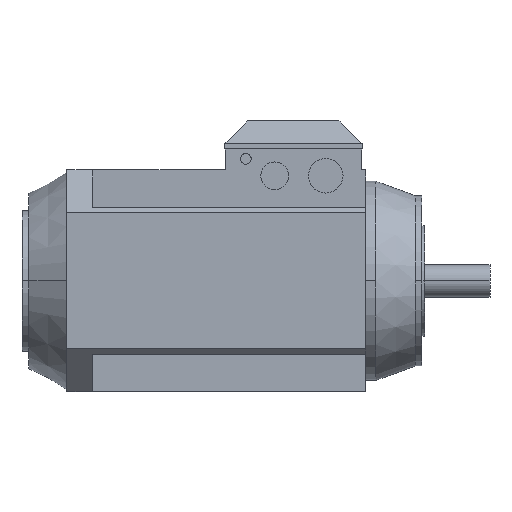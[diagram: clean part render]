
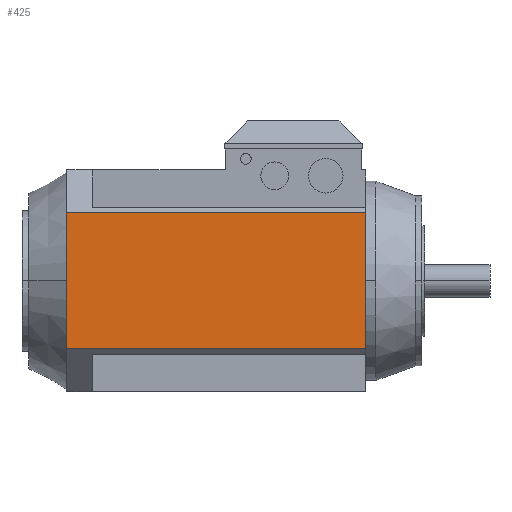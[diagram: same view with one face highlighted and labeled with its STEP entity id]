
A CAD part, left-side view. The second image highlights one B-rep face of the part: STEP entity #425.
In plain terms, the highlighted planar face has unit normal (-1, 0, 0).
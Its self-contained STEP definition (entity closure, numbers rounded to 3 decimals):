
#219=PLANE('',#3409);
#425=ADVANCED_FACE('',(#638),#219,.T.);
#638=FACE_OUTER_BOUND('',#854,.T.);
#854=EDGE_LOOP('',(#1780,#1781,#1782,#1783));
#1780=ORIENTED_EDGE('',*,*,#2487,.T.);
#1781=ORIENTED_EDGE('',*,*,#2495,.F.);
#1782=ORIENTED_EDGE('',*,*,#2520,.T.);
#1783=ORIENTED_EDGE('',*,*,#2466,.T.);
#2066=VERTEX_POINT('',#5168);
#2067=VERTEX_POINT('',#5170);
#2083=VERTEX_POINT('',#5210);
#2088=VERTEX_POINT('',#5226);
#2466=EDGE_CURVE('',#2067,#2066,#2781,.T.);
#2487=EDGE_CURVE('',#2066,#2083,#2802,.T.);
#2495=EDGE_CURVE('',#2088,#2083,#2810,.T.);
#2520=EDGE_CURVE('',#2088,#2067,#2830,.T.);
#2781=LINE('',#5169,#3089);
#2802=LINE('',#5211,#3110);
#2810=LINE('',#5227,#3118);
#2830=LINE('',#5275,#3138);
#3089=VECTOR('',#4150,1.);
#3110=VECTOR('',#4179,1.);
#3118=VECTOR('',#4193,1.);
#3138=VECTOR('',#4249,1.);
#3409=AXIS2_PLACEMENT_3D('',#5282,#4257,#4258);
#4150=DIRECTION('',(0.,-1.,0.));
#4179=DIRECTION('',(0.,0.,1.));
#4193=DIRECTION('',(0.,-1.,0.));
#4249=DIRECTION('',(0.,0.,-1.));
#4257=DIRECTION('',(-1.,0.,0.));
#4258=DIRECTION('',(0.,0.,-1.));
#5168=CARTESIAN_POINT('',(-130.5,-351.5,-80.));
#5169=CARTESIAN_POINT('',(-130.5,0.,-80.));
#5170=CARTESIAN_POINT('',(-130.5,0.,-80.));
#5210=CARTESIAN_POINT('',(-130.5,-351.5,80.));
#5211=CARTESIAN_POINT('',(-130.5,-351.5,-80.));
#5226=CARTESIAN_POINT('',(-130.5,0.,80.));
#5227=CARTESIAN_POINT('',(-130.5,0.,80.));
#5275=CARTESIAN_POINT('',(-130.5,0.,80.));
#5282=CARTESIAN_POINT('',(-130.5,0.,-80.));
